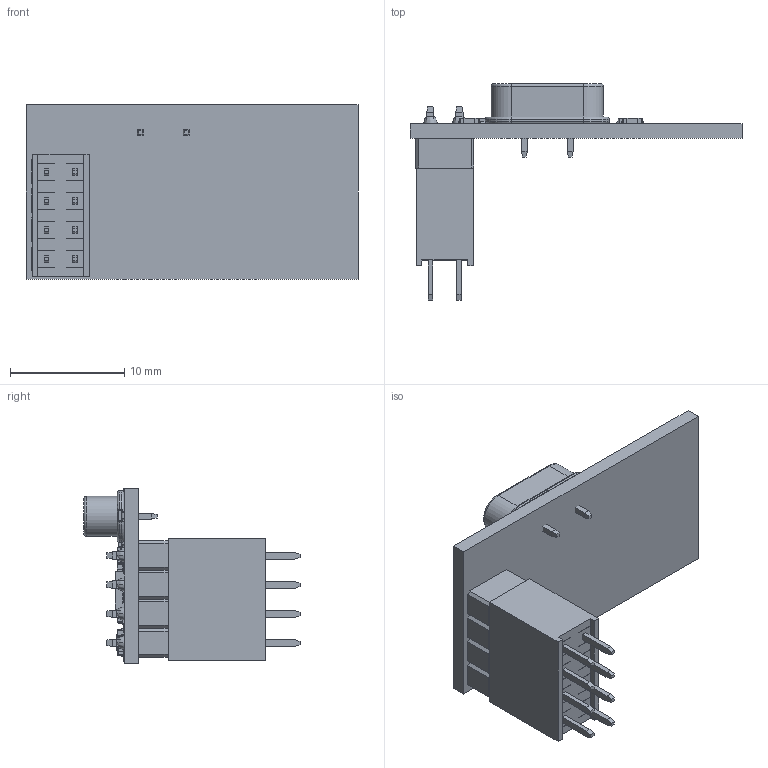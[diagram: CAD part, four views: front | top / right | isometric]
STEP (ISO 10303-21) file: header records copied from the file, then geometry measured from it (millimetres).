
FILE_DESCRIPTION(('FreeCAD Model'),'2;1');
FILE_NAME('Open CASCADE Shape Model','2024-09-08T18:40:52',(''),(''), 'Open CASCADE STEP processor 7.7','Ondsel','Unknown');
FILE_SCHEMA(('AUTOMOTIVE_DESIGN { 1 0 10303 214 1 1 1 1 }'));
Length unit declared in the file: millimetre
Products named in the file (57): Assembly; nRF24L01; nrfboard; CrystalOscillator; doubleMaleHeader; solder; 1.7mmSmdCeramicCapacitor003; 1.7mmSmdCeramicCapacitor; 1.7mmSmdCeramicCapacitor001; 1.7mmSmdCeramicCapacitor002; 1.7mmSmdCeramicCapacitor007; 1.7mmSmdCeramicCapacitor011; 1.7mmSmdCeramicCapacitor015; 1.7mmSmdCeramicCapacitor019; 1.7mmSmdCeramicCapacitor023; 1.7mmSmdCeramicCapacitor027; 1.7mmSmdCeramicCapacitor031; 1.7mmSmdCeramicCapacitor035; smdResistor226; smdResistor223; smdResistor224; smdResistor225; smdResistor229; smdResistor105; smdResistor227; smdResistor228; smdceramiccapacitorwhite003; smdceramiccapacitorwhite; smdceramiccapacitorwhite001; smdceramiccapacitorwhite002; smdceramiccapacitorwhite007; smdceramiccapacitorwhite011; 4x4SMDchip021; 4x4SMDchip; 4x4SMDchip001; 4x4SMDchip002; 4x4SMDchip003; 4x4SMDchip004; 4x4SMDchip005; 4x4SMDchip006 ...
Assembly tree (96 placements, depth 4):
  Assembly
    nRF24L01
      nrfboard
      CrystalOscillator
      doubleMaleHeader  x4
      solder  x8
      1.7mmSmdCeramicCapacitor003
        1.7mmSmdCeramicCapacitor
        1.7mmSmdCeramicCapacitor001
        1.7mmSmdCeramicCapacitor002
      1.7mmSmdCeramicCapacitor007
        1.7mmSmdCeramicCapacitor
        1.7mmSmdCeramicCapacitor001
        1.7mmSmdCeramicCapacitor002
      1.7mmSmdCeramicCapacitor011
        1.7mmSmdCeramicCapacitor
        1.7mmSmdCeramicCapacitor001
        1.7mmSmdCeramicCapacitor002
      1.7mmSmdCeramicCapacitor015
        1.7mmSmdCeramicCapacitor
        1.7mmSmdCeramicCapacitor001
        1.7mmSmdCeramicCapacitor002
      1.7mmSmdCeramicCapacitor019
        1.7mmSmdCeramicCapacitor
        1.7mmSmdCeramicCapacitor001
        1.7mmSmdCeramicCapacitor002
      1.7mmSmdCeramicCapacitor023
        1.7mmSmdCeramicCapacitor
        1.7mmSmdCeramicCapacitor001
        1.7mmSmdCeramicCapacitor002
      1.7mmSmdCeramicCapacitor027
        1.7mmSmdCeramicCapacitor
        1.7mmSmdCeramicCapacitor001
        1.7mmSmdCeramicCapacitor002
      1.7mmSmdCeramicCapacitor031
        1.7mmSmdCeramicCapacitor
        1.7mmSmdCeramicCapacitor001
        1.7mmSmdCeramicCapacitor002
      1.7mmSmdCeramicCapacitor035
        1.7mmSmdCeramicCapacitor
        1.7mmSmdCeramicCapacitor001
        1.7mmSmdCeramicCapacitor002
      smdResistor226
        smdResistor223
        smdResistor224
        smdResistor225
      smdResistor229
        smdResistor105
        smdResistor227
        smdResistor228
      smdceramiccapacitorwhite003
        smdceramiccapacitorwhite
        smdceramiccapacitorwhite001
        smdceramiccapacitorwhite002
      smdceramiccapacitorwhite007
        smdceramiccapacitorwhite
        smdceramiccapacitorwhite001
        smdceramiccapacitorwhite002
      smdceramiccapacitorwhite011
        smdceramiccapacitorwhite
Bounding box: 29 x 18.88 x 15.2 mm (x, y, z)
Volume: 1261.9 mm3; surface area: 2761.9 mm2
Topology: 78 solids, 78 shells, 1415 faces, 3406 edges, 2224 vertices
Faces by surface type: plane 1074, bspline 253, cylinder 66, torus 22
Entity records: 42852 total; most frequent: CARTESIAN_POINT 15217, ORIENTED_EDGE 4728, DIRECTION 3788, EDGE_CURVE 2364, LINE 1942, VECTOR 1942, VERTEX_POINT 1550, FACE_BOUND 1020
